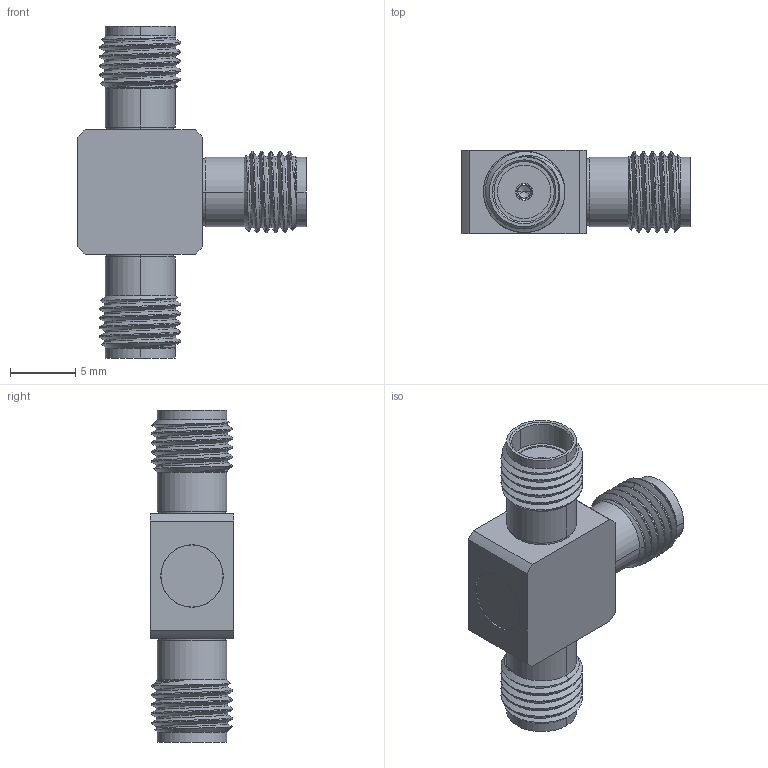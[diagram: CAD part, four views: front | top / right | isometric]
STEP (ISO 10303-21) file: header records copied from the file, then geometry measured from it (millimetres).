
FILE_DESCRIPTION((''),'2;1');
FILE_NAME('901-178_SW0003','2016-09-28T',('Anand'),(''),'PRO/ENGINEER BY PARAMETRIC TECHNOLOGY CORPORATION, 2014440','PRO/ENGINEER BY PARAMETRIC TECHNOLOGY CORPORATION, 2014440','');
FILE_SCHEMA(('CONFIG_CONTROL_DESIGN'));
Length unit declared in the file: millimetre
Products named in the file (1): 901-178_SW0003
Bounding box: 17.45 x 6.35 x 25.37 mm (x, y, z)
Surface area: 1362.5 mm2 (no closed solid volume)
Topology: 0 solids, 14 shells, 137 faces, 392 edges, 266 vertices
Faces by surface type: cylinder 68, cone 28, plane 23, bspline 18
Entity records: 10798 total; most frequent: CARTESIAN_POINT 7350, DIRECTION 690, ORIENTED_EDGE 676, EDGE_CURVE 388, AXIS2_PLACEMENT_3D 279, VERTEX_POINT 266, CIRCLE 160, EDGE_LOOP 150
